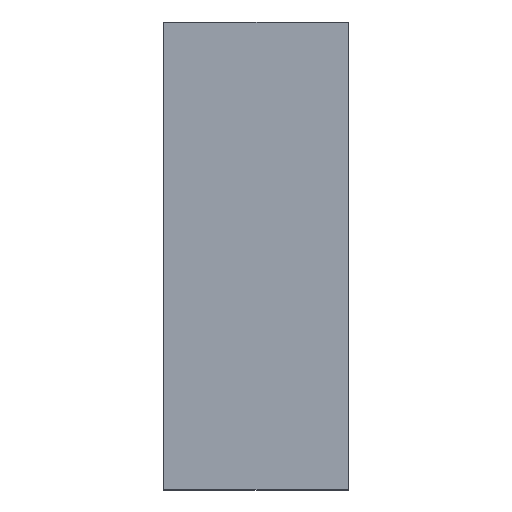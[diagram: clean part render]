
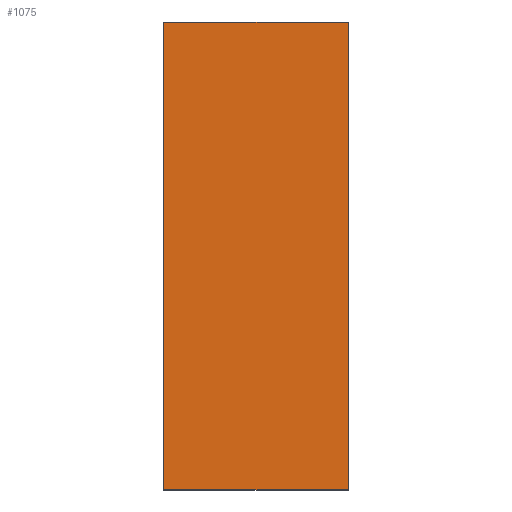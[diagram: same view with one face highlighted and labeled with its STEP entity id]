
A CAD part, left-side view. The second image highlights one B-rep face of the part: STEP entity #1075.
In plain terms, the highlighted planar face has unit normal (-1, 0, 0).
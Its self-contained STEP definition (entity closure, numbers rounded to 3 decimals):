
#4 = VERTEX_POINT ( 'NONE', #1133 ) ;
#35 = DIRECTION ( 'NONE',  ( 0., 0., 1. ) ) ;
#36 = AXIS2_PLACEMENT_3D ( 'NONE', #844, #413, #841 ) ;
#57 = VERTEX_POINT ( 'NONE', #169 ) ;
#113 = VERTEX_POINT ( 'NONE', #792 ) ;
#121 = DIRECTION ( 'NONE',  ( 0., 0., 1. ) ) ;
#167 = DIRECTION ( 'NONE',  ( 0., -1., 0. ) ) ;
#169 = CARTESIAN_POINT ( 'NONE',  ( -185., 35.5, 45. ) ) ;
#197 = EDGE_LOOP ( 'NONE', ( #490, #731, #877, #588 ) ) ;
#208 = EDGE_CURVE ( 'NONE', #4, #57, #881, .T. ) ;
#209 = CARTESIAN_POINT ( 'NONE',  ( -185., 0., 45. ) ) ;
#249 = LINE ( 'NONE', #947, #1002 ) ;
#319 = PLANE ( 'NONE',  #36 ) ;
#364 = DIRECTION ( 'NONE',  ( 0., -1., 0. ) ) ;
#411 = VECTOR ( 'NONE', #364, 1000. ) ;
#413 = DIRECTION ( 'NONE',  ( 1., 0., 0. ) ) ;
#463 = CARTESIAN_POINT ( 'NONE',  ( -185., 35.5, 45. ) ) ;
#490 = ORIENTED_EDGE ( 'NONE', *, *, #969, .T. ) ;
#491 = LINE ( 'NONE', #596, #411 ) ;
#588 = ORIENTED_EDGE ( 'NONE', *, *, #782, .T. ) ;
#596 = CARTESIAN_POINT ( 'NONE',  ( -185., 35.5, -45. ) ) ;
#673 = LINE ( 'NONE', #209, #1103 ) ;
#713 = CARTESIAN_POINT ( 'NONE',  ( -185., 0., 45. ) ) ;
#731 = ORIENTED_EDGE ( 'NONE', *, *, #748, .F. ) ;
#748 = EDGE_CURVE ( 'NONE', #57, #831, #249, .T. ) ;
#782 = EDGE_CURVE ( 'NONE', #4, #113, #491, .T. ) ;
#792 = CARTESIAN_POINT ( 'NONE',  ( -185., 0., -45. ) ) ;
#831 = VERTEX_POINT ( 'NONE', #713 ) ;
#841 = DIRECTION ( 'NONE',  ( 0., 0., -1. ) ) ;
#844 = CARTESIAN_POINT ( 'NONE',  ( -185., 35.5, 45. ) ) ;
#877 = ORIENTED_EDGE ( 'NONE', *, *, #208, .F. ) ;
#881 = LINE ( 'NONE', #463, #1007 ) ;
#919 = FACE_OUTER_BOUND ( 'NONE', #197, .T. ) ;
#947 = CARTESIAN_POINT ( 'NONE',  ( -185., 35.5, 45. ) ) ;
#969 = EDGE_CURVE ( 'NONE', #113, #831, #673, .T. ) ;
#1002 = VECTOR ( 'NONE', #167, 1000. ) ;
#1007 = VECTOR ( 'NONE', #121, 1000. ) ;
#1075 = ADVANCED_FACE ( 'NONE', ( #919 ), #319, .F. ) ;
#1103 = VECTOR ( 'NONE', #35, 1000. ) ;
#1133 = CARTESIAN_POINT ( 'NONE',  ( -185., 35.5, -45. ) ) ;
